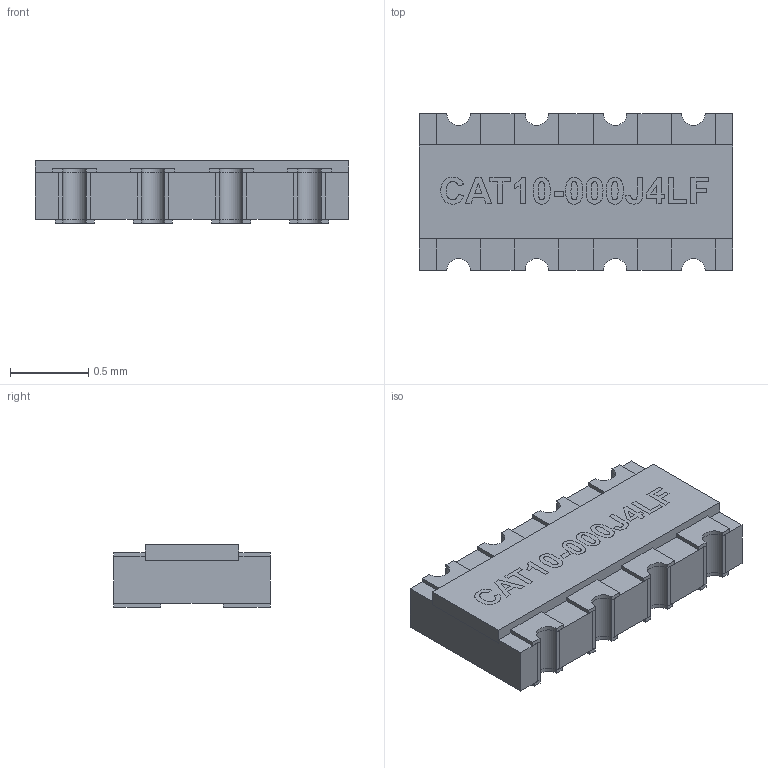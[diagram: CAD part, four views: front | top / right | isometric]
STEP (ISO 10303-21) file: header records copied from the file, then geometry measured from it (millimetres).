
FILE_DESCRIPTION (( 'STEP AP214' ), '1' );
FILE_NAME ('User Library-CAT10-000.STEP', '2017-01-19T15:00:50', ( 'Windows User' ), ( '' ), 'SwSTEP 2.0', 'SolidWorks 2017', '' );
FILE_SCHEMA (( 'AUTOMOTIVE_DESIGN' ));
Length unit declared in the file: centimetre
Products named in the file (8): User Library-CAT10-000_STRING_000; User Library-CAT10-000_BODY2; User Library-CAT10-000_LEAD; User Library-CAT10-000_LEAD_BOT; User Library-CAT10-000_LEAD_TOP; User Library-CAT10-000_LEAD_MID; User Library-CAT10-000_BODY1; User Library-CAT10-000
Assembly tree (14 placements, depth 3):
  User Library-CAT10-000
    User Library-CAT10-000_BODY1
    User Library-CAT10-000_LEAD  x8
      User Library-CAT10-000_LEAD_MID
      User Library-CAT10-000_LEAD_TOP
      User Library-CAT10-000_LEAD_BOT
    User Library-CAT10-000_BODY2
    User Library-CAT10-000_STRING_000
Bounding box: 2 x 1 x 0.4 mm (x, y, z)
Volume: 0.7 mm3; surface area: 13.3 mm2
Topology: 39 solids, 39 shells, 406 faces, 984 edges, 656 vertices
Faces by surface type: plane 258, bspline 108, cylinder 40
Entity records: 11004 total; most frequent: CARTESIAN_POINT 2322, ORIENTED_EDGE 1296, DIRECTION 780, EDGE_CURVE 648, VERTEX_POINT 432, LINE 408, VECTOR 408, UNCERTAINTY_MEASURE_WITH_UNIT 284
